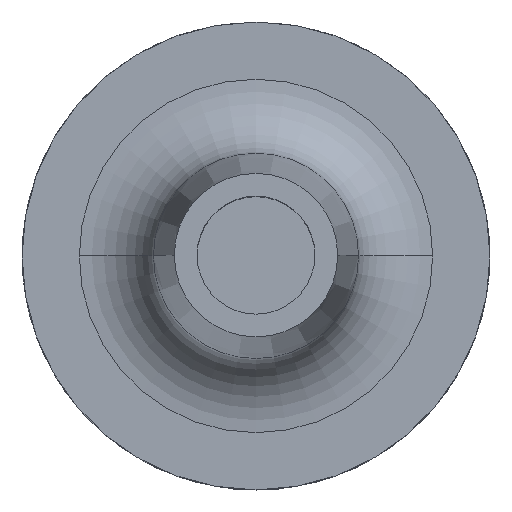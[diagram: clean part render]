
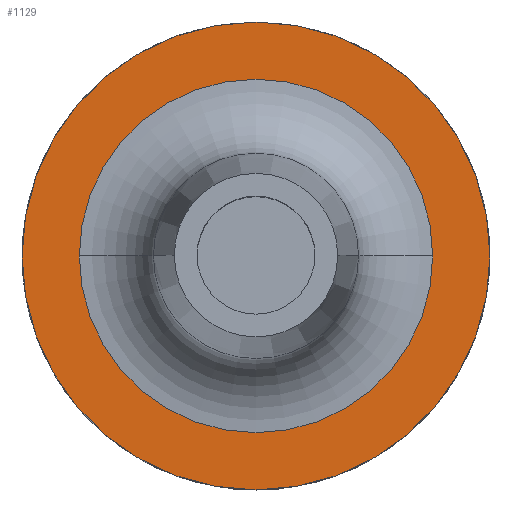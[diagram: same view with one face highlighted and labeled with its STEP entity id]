
A CAD part, top view. The second image highlights one B-rep face of the part: STEP entity #1129.
In plain terms, the highlighted planar face has unit normal (0, 0, 1).
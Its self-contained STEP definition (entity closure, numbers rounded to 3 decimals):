
#64 = EDGE_LOOP ( 'NONE', ( #629, #762 ) ) ;
#78 = CARTESIAN_POINT ( 'NONE',  ( 0., 0., 27. ) ) ;
#107 = EDGE_CURVE ( 'NONE', #269, #217, #691, .T. ) ;
#125 = CARTESIAN_POINT ( 'NONE',  ( 0., 0., 27. ) ) ;
#129 = ORIENTED_EDGE ( 'NONE', *, *, #964, .T. ) ;
#207 = DIRECTION ( 'NONE',  ( -1., 0., 0. ) ) ;
#216 = AXIS2_PLACEMENT_3D ( 'NONE', #590, #1601, #710 ) ;
#217 = VERTEX_POINT ( 'NONE', #1151 ) ;
#269 = VERTEX_POINT ( 'NONE', #881 ) ;
#372 = CARTESIAN_POINT ( 'NONE',  ( 0., 0., 27. ) ) ;
#395 = CIRCLE ( 'NONE', #1311, 23.791 ) ;
#449 = FACE_BOUND ( 'NONE', #694, .T. ) ;
#475 = AXIS2_PLACEMENT_3D ( 'NONE', #78, #942, #207 ) ;
#493 = PLANE ( 'NONE',  #1207 ) ;
#500 = DIRECTION ( 'NONE',  ( -1., 0., 0. ) ) ;
#569 = CIRCLE ( 'NONE', #1013, 23.791 ) ;
#581 = EDGE_CURVE ( 'NONE', #1559, #703, #569, .T. ) ;
#590 = CARTESIAN_POINT ( 'NONE',  ( 0., 0., 27. ) ) ;
#629 = ORIENTED_EDGE ( 'NONE', *, *, #107, .F. ) ;
#691 = CIRCLE ( 'NONE', #216, 31.5 ) ;
#694 = EDGE_LOOP ( 'NONE', ( #1386, #129 ) ) ;
#703 = VERTEX_POINT ( 'NONE', #1216 ) ;
#710 = DIRECTION ( 'NONE',  ( -1., 0., 0. ) ) ;
#733 = DIRECTION ( 'NONE',  ( -1., 0., 0. ) ) ;
#762 = ORIENTED_EDGE ( 'NONE', *, *, #839, .F. ) ;
#839 = EDGE_CURVE ( 'NONE', #217, #269, #1254, .T. ) ;
#881 = CARTESIAN_POINT ( 'NONE',  ( -31.5, 0., 27. ) ) ;
#942 = DIRECTION ( 'NONE',  ( 0., 0., -1. ) ) ;
#964 = EDGE_CURVE ( 'NONE', #703, #1559, #395, .T. ) ;
#989 = DIRECTION ( 'NONE',  ( -1., 0., 0. ) ) ;
#1013 = AXIS2_PLACEMENT_3D ( 'NONE', #125, #1490, #989 ) ;
#1129 = ADVANCED_FACE ( 'NONE', ( #449, #1455 ), #493, .F. ) ;
#1151 = CARTESIAN_POINT ( 'NONE',  ( 31.5, 0., 27. ) ) ;
#1207 = AXIS2_PLACEMENT_3D ( 'NONE', #1365, #1496, #733 ) ;
#1216 = CARTESIAN_POINT ( 'NONE',  ( 23.791, 0., 27. ) ) ;
#1252 = DIRECTION ( 'NONE',  ( 0., 0., -1. ) ) ;
#1254 = CIRCLE ( 'NONE', #475, 31.5 ) ;
#1311 = AXIS2_PLACEMENT_3D ( 'NONE', #372, #1252, #500 ) ;
#1365 = CARTESIAN_POINT ( 'NONE',  ( 0., 0., 27. ) ) ;
#1386 = ORIENTED_EDGE ( 'NONE', *, *, #581, .T. ) ;
#1390 = CARTESIAN_POINT ( 'NONE',  ( -23.791, 0., 27. ) ) ;
#1455 = FACE_OUTER_BOUND ( 'NONE', #64, .T. ) ;
#1490 = DIRECTION ( 'NONE',  ( 0., 0., -1. ) ) ;
#1496 = DIRECTION ( 'NONE',  ( 0., 0., -1. ) ) ;
#1559 = VERTEX_POINT ( 'NONE', #1390 ) ;
#1601 = DIRECTION ( 'NONE',  ( 0., 0., -1. ) ) ;
